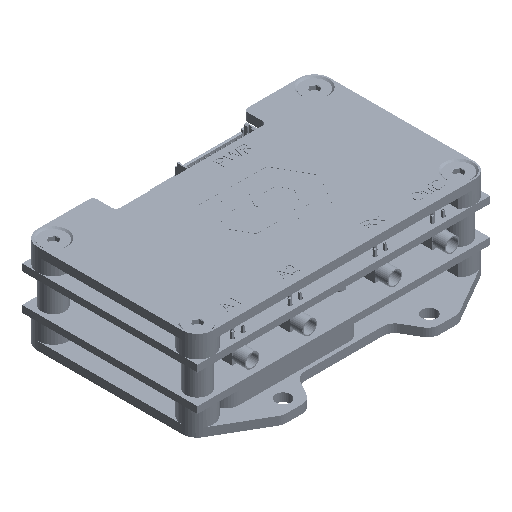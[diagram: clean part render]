
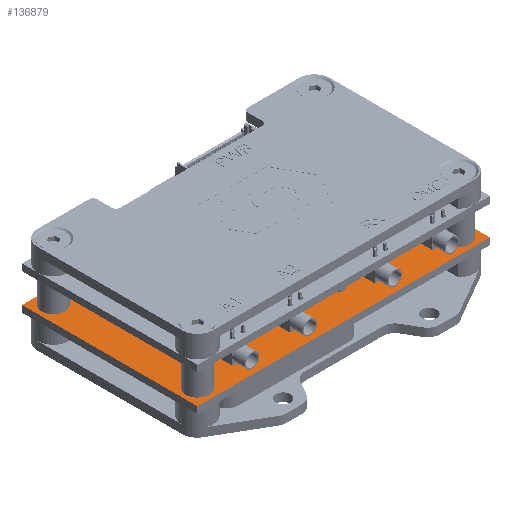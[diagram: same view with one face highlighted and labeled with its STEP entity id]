
A CAD part, isometric view. The second image highlights one B-rep face of the part: STEP entity #136879.
In plain terms, the highlighted face is planar.
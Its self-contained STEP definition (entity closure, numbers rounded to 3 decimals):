
#1886=FACE_BOUND('',#21071,.T.);
#1887=FACE_BOUND('',#21072,.T.);
#1888=FACE_BOUND('',#21073,.T.);
#1889=FACE_BOUND('',#21074,.T.);
#1890=FACE_BOUND('',#21075,.T.);
#1891=FACE_BOUND('',#21076,.T.);
#5156=PLANE('',#146204);
#13448=FACE_OUTER_BOUND('',#21070,.T.);
#21070=EDGE_LOOP('',(#115442,#115443,#115444,#115445,#115446,#115447,#115448,
#115449,#115450,#115451,#115452,#115453));
#21071=EDGE_LOOP('',(#115454));
#21072=EDGE_LOOP('',(#115455));
#21073=EDGE_LOOP('',(#115456));
#21074=EDGE_LOOP('',(#115457));
#21075=EDGE_LOOP('',(#115458));
#21076=EDGE_LOOP('',(#115459));
#32966=LINE('',#228391,#49474);
#32970=LINE('',#228398,#49478);
#32973=LINE('',#228403,#49481);
#32975=LINE('',#228407,#49483);
#32976=LINE('',#228409,#49484);
#32977=LINE('',#228414,#49485);
#32978=LINE('',#228418,#49486);
#32979=LINE('',#228422,#49487);
#49474=VECTOR('',#170301,1000.);
#49478=VECTOR('',#170307,1000.);
#49481=VECTOR('',#170312,1000.);
#49483=VECTOR('',#170316,1000.);
#49484=VECTOR('',#170319,1000.);
#49485=VECTOR('',#170324,1000.);
#49486=VECTOR('',#170327,1000.);
#49487=VECTOR('',#170330,1000.);
#59262=CIRCLE('',#146173,0.64);
#59264=CIRCLE('',#146176,0.64);
#59266=CIRCLE('',#146179,1.55);
#59268=CIRCLE('',#146182,1.55);
#59270=CIRCLE('',#146185,1.55);
#59272=CIRCLE('',#146188,1.55);
#59282=CIRCLE('',#146205,0.5);
#59283=CIRCLE('',#146206,0.5);
#59284=CIRCLE('',#146207,0.5);
#59285=CIRCLE('',#146208,0.5);
#67073=VERTEX_POINT('',#228312);
#67075=VERTEX_POINT('',#228318);
#67077=VERTEX_POINT('',#228324);
#67079=VERTEX_POINT('',#228330);
#67081=VERTEX_POINT('',#228336);
#67083=VERTEX_POINT('',#228342);
#67105=VERTEX_POINT('',#228389);
#67106=VERTEX_POINT('',#228390);
#67107=VERTEX_POINT('',#228395);
#67108=VERTEX_POINT('',#228397);
#67109=VERTEX_POINT('',#228401);
#67110=VERTEX_POINT('',#228405);
#67111=VERTEX_POINT('',#228411);
#67112=VERTEX_POINT('',#228413);
#67113=VERTEX_POINT('',#228415);
#67114=VERTEX_POINT('',#228417);
#67115=VERTEX_POINT('',#228419);
#67116=VERTEX_POINT('',#228421);
#84105=EDGE_CURVE('',#67073,#67073,#59262,.T.);
#84108=EDGE_CURVE('',#67075,#67075,#59264,.T.);
#84111=EDGE_CURVE('',#67077,#67077,#59266,.T.);
#84114=EDGE_CURVE('',#67079,#67079,#59268,.T.);
#84117=EDGE_CURVE('',#67081,#67081,#59270,.T.);
#84120=EDGE_CURVE('',#67083,#67083,#59272,.T.);
#84143=EDGE_CURVE('',#67105,#67106,#32966,.T.);
#84147=EDGE_CURVE('',#67107,#67108,#32970,.T.);
#84150=EDGE_CURVE('',#67109,#67107,#32973,.T.);
#84152=EDGE_CURVE('',#67110,#67105,#32975,.T.);
#84153=EDGE_CURVE('',#67108,#67110,#32976,.T.);
#84154=EDGE_CURVE('',#67109,#67111,#59282,.T.);
#84155=EDGE_CURVE('',#67111,#67112,#32977,.T.);
#84156=EDGE_CURVE('',#67112,#67113,#59283,.T.);
#84157=EDGE_CURVE('',#67113,#67114,#32978,.T.);
#84158=EDGE_CURVE('',#67114,#67115,#59284,.T.);
#84159=EDGE_CURVE('',#67115,#67116,#32979,.T.);
#84160=EDGE_CURVE('',#67116,#67106,#59285,.T.);
#115442=ORIENTED_EDGE('',*,*,#84150,.F.);
#115443=ORIENTED_EDGE('',*,*,#84154,.T.);
#115444=ORIENTED_EDGE('',*,*,#84155,.T.);
#115445=ORIENTED_EDGE('',*,*,#84156,.T.);
#115446=ORIENTED_EDGE('',*,*,#84157,.T.);
#115447=ORIENTED_EDGE('',*,*,#84158,.T.);
#115448=ORIENTED_EDGE('',*,*,#84159,.T.);
#115449=ORIENTED_EDGE('',*,*,#84160,.T.);
#115450=ORIENTED_EDGE('',*,*,#84143,.F.);
#115451=ORIENTED_EDGE('',*,*,#84152,.F.);
#115452=ORIENTED_EDGE('',*,*,#84153,.F.);
#115453=ORIENTED_EDGE('',*,*,#84147,.F.);
#115454=ORIENTED_EDGE('',*,*,#84111,.T.);
#115455=ORIENTED_EDGE('',*,*,#84114,.T.);
#115456=ORIENTED_EDGE('',*,*,#84117,.T.);
#115457=ORIENTED_EDGE('',*,*,#84120,.T.);
#115458=ORIENTED_EDGE('',*,*,#84105,.T.);
#115459=ORIENTED_EDGE('',*,*,#84108,.T.);
#136879=ADVANCED_FACE('',(#13448,#1886,#1887,#1888,#1889,#1890,#1891),#5156,
 .T.);
#146173=AXIS2_PLACEMENT_3D('',#228313,#170229,#170230);
#146176=AXIS2_PLACEMENT_3D('',#228319,#170236,#170237);
#146179=AXIS2_PLACEMENT_3D('',#228325,#170243,#170244);
#146182=AXIS2_PLACEMENT_3D('',#228331,#170250,#170251);
#146185=AXIS2_PLACEMENT_3D('',#228337,#170257,#170258);
#146188=AXIS2_PLACEMENT_3D('',#228343,#170264,#170265);
#146204=AXIS2_PLACEMENT_3D('',#228410,#170320,#170321);
#146205=AXIS2_PLACEMENT_3D('',#228412,#170322,#170323);
#146206=AXIS2_PLACEMENT_3D('',#228416,#170325,#170326);
#146207=AXIS2_PLACEMENT_3D('',#228420,#170328,#170329);
#146208=AXIS2_PLACEMENT_3D('',#228423,#170331,#170332);
#170229=DIRECTION('center_axis',(0.,1.,0.));
#170230=DIRECTION('ref_axis',(0.,0.,
-1.));
#170236=DIRECTION('center_axis',(0.,1.,0.));
#170237=DIRECTION('ref_axis',(0.,0.,
-1.));
#170243=DIRECTION('center_axis',(0.,1.,0.));
#170244=DIRECTION('ref_axis',(0.,0.,
-1.));
#170250=DIRECTION('center_axis',(0.,1.,0.));
#170251=DIRECTION('ref_axis',(0.,0.,
-1.));
#170257=DIRECTION('center_axis',(0.,1.,0.));
#170258=DIRECTION('ref_axis',(0.,0.,
-1.));
#170264=DIRECTION('center_axis',(0.,1.,0.));
#170265=DIRECTION('ref_axis',(0.,0.,
-1.));
#170301=DIRECTION('',(-1.,0.,0.));
#170307=DIRECTION('',(0.,0.,1.));
#170312=DIRECTION('',(-1.,0.,0.));
#170316=DIRECTION('',(0.,0.,-1.));
#170319=DIRECTION('',(1.,0.,0.));
#170320=DIRECTION('center_axis',(0.,-1.,0.));
#170321=DIRECTION('ref_axis',(0.,0.,
1.));
#170322=DIRECTION('center_axis',(0.,-1.,0.));
#170323=DIRECTION('ref_axis',(0.,0.,
1.));
#170324=DIRECTION('',(0.,0.,1.));
#170325=DIRECTION('center_axis',(0.,1.,0.));
#170326=DIRECTION('ref_axis',(0.,0.,
1.));
#170327=DIRECTION('',(1.,0.,0.));
#170328=DIRECTION('center_axis',(0.,1.,0.));
#170329=DIRECTION('ref_axis',(0.,0.,
1.));
#170330=DIRECTION('',(0.,0.,-1.));
#170331=DIRECTION('center_axis',(0.,-1.,0.));
#170332=DIRECTION('ref_axis',(0.,0.,
1.));
#228312=CARTESIAN_POINT('',(54.728,45.601,64.773));
#228313=CARTESIAN_POINT('Origin',(54.728,45.601,64.133));
#228318=CARTESIAN_POINT('',(56.738,45.601,35.793));
#228319=CARTESIAN_POINT('Origin',(56.738,45.601,35.153));
#228324=CARTESIAN_POINT('',(1.858,45.601,72.793));
#228325=CARTESIAN_POINT('Origin',(1.858,45.601,71.243));
#228330=CARTESIAN_POINT('',(1.858,45.601,38.293));
#228331=CARTESIAN_POINT('Origin',(1.858,45.601,36.743));
#228336=CARTESIAN_POINT('',(64.358,45.601,38.293));
#228337=CARTESIAN_POINT('Origin',(64.358,45.601,36.743));
#228342=CARTESIAN_POINT('',(64.358,45.601,72.793));
#228343=CARTESIAN_POINT('Origin',(64.358,45.601,71.243));
#228389=CARTESIAN_POINT('',(68.108,45.601,32.993));
#228390=CARTESIAN_POINT('',(51.858,45.601,32.993));
#228391=CARTESIAN_POINT('',(68.108,45.601,32.993));
#228395=CARTESIAN_POINT('',(-1.892,45.601,32.993));
#228397=CARTESIAN_POINT('',(-1.892,45.601,74.993));
#228398=CARTESIAN_POINT('',(-1.892,45.601,32.993));
#228401=CARTESIAN_POINT('',(14.358,45.601,32.993));
#228403=CARTESIAN_POINT('',(68.108,45.601,32.993));
#228405=CARTESIAN_POINT('',(68.108,45.601,74.993));
#228407=CARTESIAN_POINT('',(68.108,45.601,32.993));
#228409=CARTESIAN_POINT('',(68.108,45.601,74.993));
#228410=CARTESIAN_POINT('Origin',(33.108,45.601,53.993));
#228411=CARTESIAN_POINT('',(14.858,45.601,33.493));
#228412=CARTESIAN_POINT('Origin',(14.358,45.601,33.493));
#228413=CARTESIAN_POINT('',(14.858,45.601,37.593));
#228414=CARTESIAN_POINT('',(14.858,45.601,32.993));
#228415=CARTESIAN_POINT('',(15.358,45.601,38.093));
#228416=CARTESIAN_POINT('Origin',(15.358,45.601,37.593));
#228417=CARTESIAN_POINT('',(50.858,45.601,38.093));
#228418=CARTESIAN_POINT('',(51.358,45.601,38.093));
#228419=CARTESIAN_POINT('',(51.358,45.601,37.593));
#228420=CARTESIAN_POINT('Origin',(50.858,45.601,37.593));
#228421=CARTESIAN_POINT('',(51.358,45.601,33.493));
#228422=CARTESIAN_POINT('',(51.358,45.601,32.993));
#228423=CARTESIAN_POINT('Origin',(51.858,45.601,33.493));
